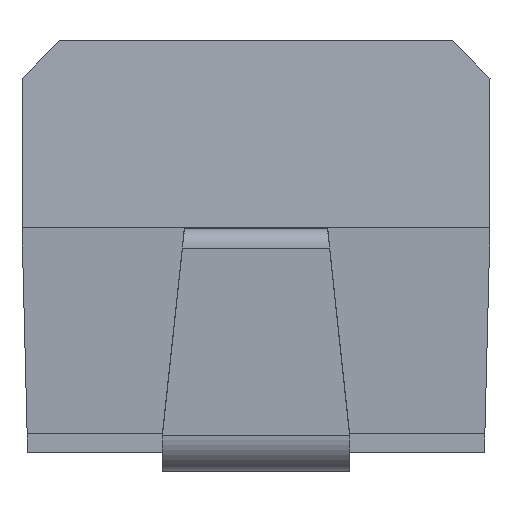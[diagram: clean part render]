
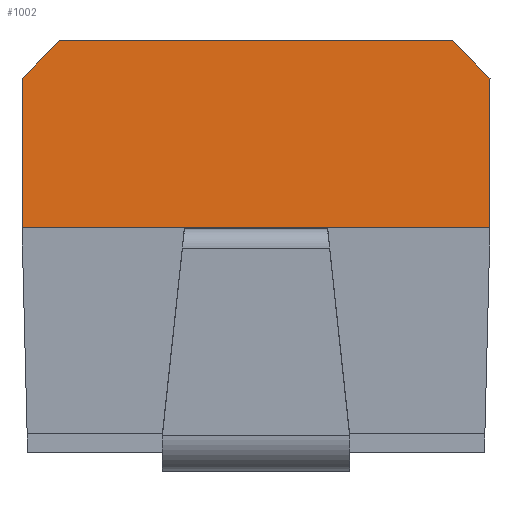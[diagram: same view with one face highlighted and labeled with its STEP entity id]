
A CAD part, front view. The second image highlights one B-rep face of the part: STEP entity #1002.
In plain terms, the highlighted free-form (B-spline) face has degree [1, 1] with [2, 2] control points.
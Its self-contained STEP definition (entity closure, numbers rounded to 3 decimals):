
#681=CARTESIAN_POINT('',(1.05,-3.157,1.1));
#682=VERTEX_POINT('',#681);
#695=CARTESIAN_POINT('',(-1.05,-3.157,1.1));
#696=VERTEX_POINT('',#695);
#702=CARTESIAN_POINT('',(1.05,-3.157,1.1));
#703=CARTESIAN_POINT('',(-1.05,-3.157,1.1));
#704=B_SPLINE_CURVE_WITH_KNOTS('',1,(#702,#703),.POLYLINE_FORM.,.F.,.U.,(2,2),(0.514,0.944),.UNSPECIFIED.);
#705=EDGE_CURVE('',#682,#696,#704,.T.);
#894=CARTESIAN_POINT('',(1.25,-3.166,0.9));
#895=VERTEX_POINT('',#894);
#907=CARTESIAN_POINT('',(1.25,-3.166,0.9));
#908=CARTESIAN_POINT('',(1.05,-3.157,1.1));
#909=B_SPLINE_CURVE_WITH_KNOTS('',1,(#907,#908),.POLYLINE_FORM.,.F.,.U.,(2,2),(0.879,0.961),.UNSPECIFIED.);
#910=EDGE_CURVE('',#895,#682,#909,.T.);
#956=CARTESIAN_POINT('',(-1.25,-3.166,0.9));
#957=VERTEX_POINT('',#956);
#963=CARTESIAN_POINT('',(-1.05,-3.157,1.1));
#964=CARTESIAN_POINT('',(-1.25,-3.166,0.9));
#965=B_SPLINE_CURVE_WITH_KNOTS('',1,(#963,#964),.POLYLINE_FORM.,.F.,.U.,(2,2),(0.499,0.557),.UNSPECIFIED.);
#966=EDGE_CURVE('',#696,#957,#965,.T.);
#973=CARTESIAN_POINT('',(1.25,-3.148,1.312));
#974=CARTESIAN_POINT('',(-3.487,-3.148,1.312));
#975=CARTESIAN_POINT('',(1.25,-3.2,0.1));
#976=CARTESIAN_POINT('',(-3.487,-3.2,0.1));
#977=B_SPLINE_SURFACE_WITH_KNOTS('',1,1,((#973,#974),(#975,#976)),.PLANE_SURF.,.F.,.F.,.U.,(2,2),(2,2),(0.,1.),(0.,1.),.UNSPECIFIED.);
#978=CARTESIAN_POINT('',(1.25,-3.2,0.1));
#979=VERTEX_POINT('',#978);
#980=CARTESIAN_POINT('',(-1.25,-3.2,0.1));
#981=VERTEX_POINT('',#980);
#982=CARTESIAN_POINT('',(1.25,-3.2,0.1));
#983=CARTESIAN_POINT('',(-1.25,-3.2,0.1));
#984=B_SPLINE_CURVE_WITH_KNOTS('',1,(#982,#983),.POLYLINE_FORM.,.F.,.U.,(2,2),(0.,0.528),.UNSPECIFIED.);
#985=EDGE_CURVE('',#979,#981,#984,.T.);
#986=ORIENTED_EDGE('',*,*,#985,.T.);
#987=CARTESIAN_POINT('',(-1.25,-3.166,0.9));
#988=CARTESIAN_POINT('',(-1.25,-3.2,0.1));
#989=B_SPLINE_CURVE_WITH_KNOTS('',1,(#987,#988),.POLYLINE_FORM.,.F.,.U.,(2,2),(0.363,0.526),.UNSPECIFIED.);
#990=EDGE_CURVE('',#957,#981,#989,.T.);
#991=ORIENTED_EDGE('',*,*,#990,.F.);
#992=ORIENTED_EDGE('',*,*,#966,.F.);
#993=ORIENTED_EDGE('',*,*,#705,.F.);
#994=ORIENTED_EDGE('',*,*,#910,.F.);
#995=CARTESIAN_POINT('',(1.25,-3.166,0.9));
#996=CARTESIAN_POINT('',(1.25,-3.2,0.1));
#997=B_SPLINE_CURVE_WITH_KNOTS('',1,(#995,#996),.POLYLINE_FORM.,.F.,.U.,(2,2),(0.34,1.),.UNSPECIFIED.);
#998=EDGE_CURVE('',#895,#979,#997,.T.);
#999=ORIENTED_EDGE('',*,*,#998,.T.);
#1000=EDGE_LOOP('',(#986,#991,#992,#993,#994,#999));
#1001=FACE_OUTER_BOUND('',#1000,.F.);
#1002=ADVANCED_FACE('',(#1001),#977,.F.);
